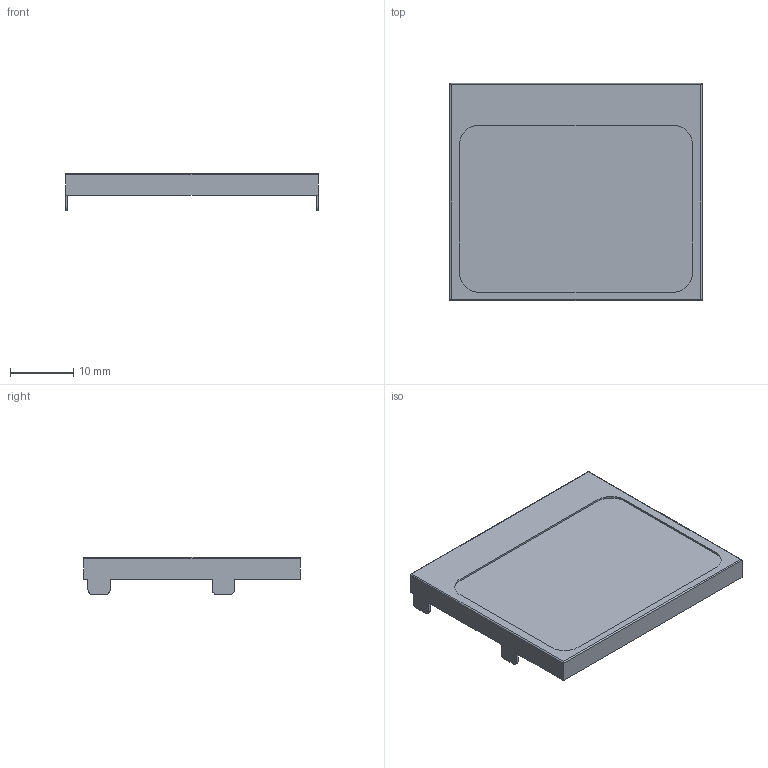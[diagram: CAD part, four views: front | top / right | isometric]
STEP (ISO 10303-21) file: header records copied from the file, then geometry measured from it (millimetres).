
FILE_DESCRIPTION(/* description */ (''),/* implementation_level */ '2;1');
FILE_NAME(/* name */ 'LCD Nokia 5110.step',/* time_stamp */ '2021-01-15T12:13:25+01:00',/* author */ (''),/* organization */ (''),/* preprocessor_version */ 'ST-DEVELOPER v18.1',/* originating_system */ 'Autodesk Translation Framework v9.7.0.1280',/* authorisation */ '');
FILE_SCHEMA (('AUTOMOTIVE_DESIGN { 1 0 10303 214 3 1 1 }'));
Length unit declared in the file: millimetre
Products named in the file (2): (Unsaved); Nokia_5110_Display
Assembly tree (1 placements, depth 2):
  (Unsaved)
    Nokia_5110_Display
Bounding box: 39.8 x 34.2 x 5.9 mm (x, y, z)
Volume: 4485.3 mm3; surface area: 7619.1 mm2
Topology: 3 solids, 3 shells, 58 faces, 152 edges, 100 vertices
Faces by surface type: plane 42, cylinder 16
Entity records: 1848 total; most frequent: CARTESIAN_POINT 313, ORIENTED_EDGE 304, DIRECTION 302, EDGE_CURVE 152, LINE 124, VECTOR 124, VERTEX_POINT 100, AXIS2_PLACEMENT_3D 89
